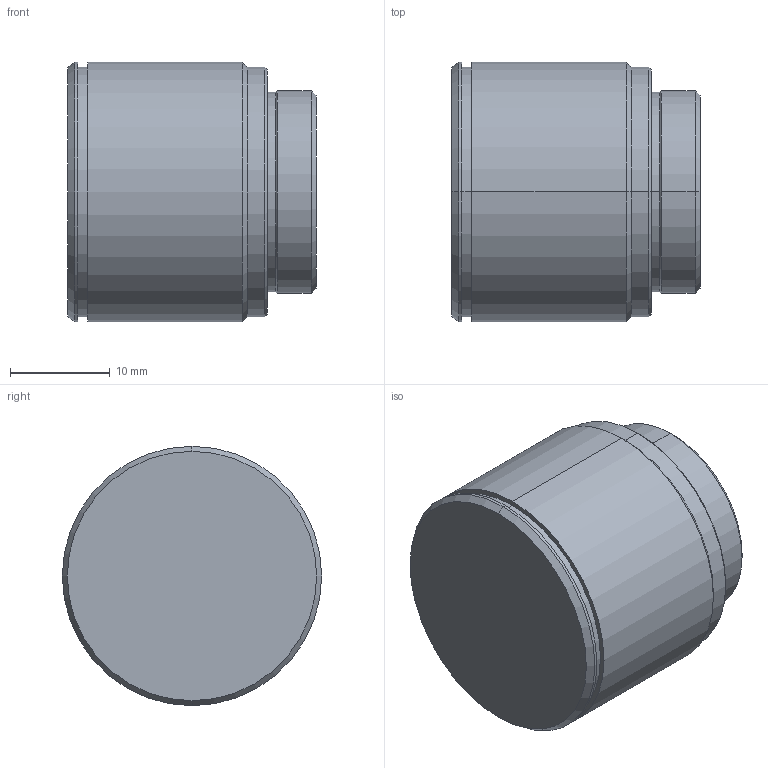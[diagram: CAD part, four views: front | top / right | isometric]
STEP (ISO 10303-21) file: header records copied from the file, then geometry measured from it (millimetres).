
FILE_DESCRIPTION (( 'STEP AP203' ), '1' );
FILE_NAME ('Web Model 86824_86824.step', '2018-11-14T14:39:23', ( '' ), ( '' ), 'SwSTEP 2.0', 'SolidWorks 2016', '' );
FILE_SCHEMA (( 'CONFIG_CONTROL_DESIGN' ));
Length unit declared in the file: millimetre
Products named in the file (1): Web Model 86824_86824
Bounding box: 24.9 x 26 x 26 mm (x, y, z)
Volume: 12043.6 mm3; surface area: 3009.2 mm2
Topology: 1 solids, 1 shells, 27 faces, 52 edges, 30 vertices
Faces by surface type: cylinder 12, cone 10, plane 5
Entity records: 761 total; most frequent: DIRECTION 138, CARTESIAN_POINT 110, ORIENTED_EDGE 104, AXIS2_PLACEMENT_3D 58, EDGE_CURVE 52, CIRCLE 30, VERTEX_POINT 30, EDGE_LOOP 30
